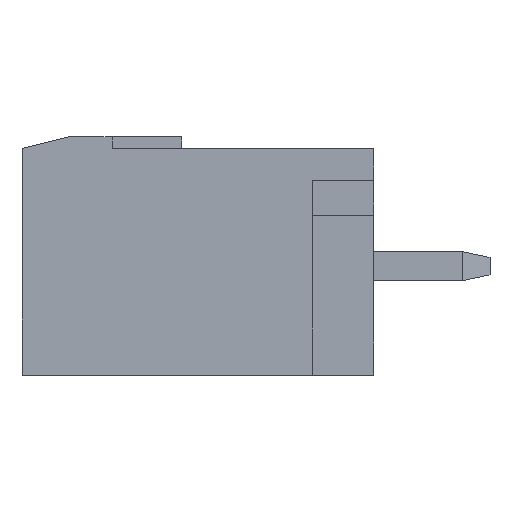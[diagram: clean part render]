
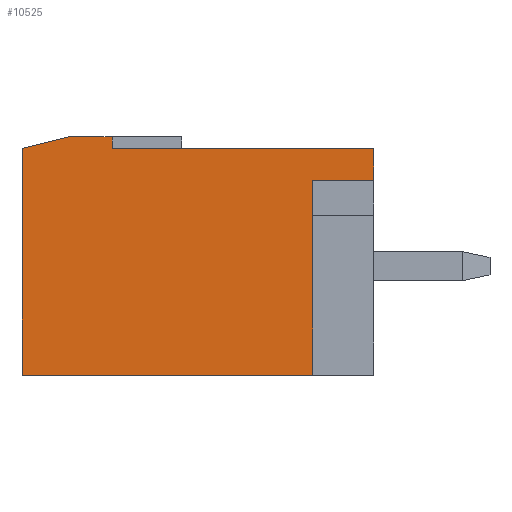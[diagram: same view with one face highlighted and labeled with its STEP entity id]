
A CAD part, left-side view. The second image highlights one B-rep face of the part: STEP entity #10525.
In plain terms, the highlighted planar face has unit normal (-1, 0, 0).
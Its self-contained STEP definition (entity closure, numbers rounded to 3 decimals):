
#130 = LINE ( 'NONE', #24956, #6814 ) ;
#245 = VERTEX_POINT ( 'NONE', #4167 ) ;
#306 = ORIENTED_EDGE ( 'NONE', *, *, #10717, .T. ) ;
#731 = CARTESIAN_POINT ( 'NONE',  ( 0., 0., 6.7 ) ) ;
#734 = VECTOR ( 'NONE', #29220, 1000. ) ;
#946 = VECTOR ( 'NONE', #5884, 1000. ) ;
#1544 = VECTOR ( 'NONE', #25886, 1000. ) ;
#2069 = CARTESIAN_POINT ( 'NONE',  ( 0., 0., 6.7 ) ) ;
#2322 = EDGE_CURVE ( 'NONE', #14307, #3339, #15629, .T. ) ;
#2592 = EDGE_LOOP ( 'NONE', ( #16742, #4387, #20582, #306, #27761, #22905, #5275, #25163, #9980 ) ) ;
#2682 = VECTOR ( 'NONE', #9775, 1000. ) ;
#2916 = CARTESIAN_POINT ( 'NONE',  ( 0., 9., 8.2 ) ) ;
#3339 = VERTEX_POINT ( 'NONE', #10876 ) ;
#3475 = VERTEX_POINT ( 'NONE', #9484 ) ;
#3950 = VECTOR ( 'NONE', #6674, 1000. ) ;
#4111 = DIRECTION ( 'NONE',  ( 0., 0., 1. ) ) ;
#4167 = CARTESIAN_POINT ( 'NONE',  ( 0., 2.1, 6.7 ) ) ;
#4387 = ORIENTED_EDGE ( 'NONE', *, *, #24950, .F. ) ;
#4412 = PLANE ( 'NONE',  #5921 ) ;
#4751 = VERTEX_POINT ( 'NONE', #28346 ) ;
#5186 = CARTESIAN_POINT ( 'NONE',  ( 0., 12.1, 8.2 ) ) ;
#5275 = ORIENTED_EDGE ( 'NONE', *, *, #2322, .T. ) ;
#5884 = DIRECTION ( 'NONE',  ( 0., -1., 0. ) ) ;
#5921 = AXIS2_PLACEMENT_3D ( 'NONE', #15429, #13501, #22585 ) ;
#6376 = CARTESIAN_POINT ( 'NONE',  ( 0., 0., 7.8 ) ) ;
#6674 = DIRECTION ( 'NONE',  ( 0., 1., 0. ) ) ;
#6814 = VECTOR ( 'NONE', #18671, 1000. ) ;
#6884 = EDGE_CURVE ( 'NONE', #245, #28929, #18698, .T. ) ;
#8705 = CARTESIAN_POINT ( 'NONE',  ( 0., 12.1, 0. ) ) ;
#9116 = EDGE_CURVE ( 'NONE', #19757, #26032, #28243, .T. ) ;
#9272 = LINE ( 'NONE', #25366, #25841 ) ;
#9484 = CARTESIAN_POINT ( 'NONE',  ( 0., 2.1, 0. ) ) ;
#9617 = EDGE_CURVE ( 'NONE', #3339, #26032, #24505, .T. ) ;
#9775 = DIRECTION ( 'NONE',  ( 0., -1., 0. ) ) ;
#9801 = CARTESIAN_POINT ( 'NONE',  ( 0., 12.1, 8.2 ) ) ;
#9980 = ORIENTED_EDGE ( 'NONE', *, *, #9116, .F. ) ;
#10525 = ADVANCED_FACE ( 'NONE', ( #24806 ), #4412, .F. ) ;
#10602 = EDGE_CURVE ( 'NONE', #28929, #14307, #130, .T. ) ;
#10717 = EDGE_CURVE ( 'NONE', #3475, #245, #26556, .T. ) ;
#10876 = CARTESIAN_POINT ( 'NONE',  ( 0., 9., 7.8 ) ) ;
#11124 = CARTESIAN_POINT ( 'NONE',  ( 0., 9., 8.2 ) ) ;
#13501 = DIRECTION ( 'NONE',  ( 1., 0., 0. ) ) ;
#14307 = VERTEX_POINT ( 'NONE', #6376 ) ;
#14725 = DIRECTION ( 'NONE',  ( 0., -1., 0. ) ) ;
#14908 = EDGE_CURVE ( 'NONE', #23128, #3475, #19558, .T. ) ;
#15429 = CARTESIAN_POINT ( 'NONE',  ( 0., 12.1, 8.2 ) ) ;
#15614 = DIRECTION ( 'NONE',  ( 0., 0.97, -0.243 ) ) ;
#15629 = LINE ( 'NONE', #24391, #3950 ) ;
#16742 = ORIENTED_EDGE ( 'NONE', *, *, #25983, .T. ) ;
#17113 = CARTESIAN_POINT ( 'NONE',  ( 0., 12.1, 0. ) ) ;
#17536 = VECTOR ( 'NONE', #14725, 1000. ) ;
#18671 = DIRECTION ( 'NONE',  ( 0., 0., 1. ) ) ;
#18698 = LINE ( 'NONE', #731, #2682 ) ;
#19558 = LINE ( 'NONE', #8705, #946 ) ;
#19757 = VERTEX_POINT ( 'NONE', #22458 ) ;
#20135 = CARTESIAN_POINT ( 'NONE',  ( 0., 2.1, 6.7 ) ) ;
#20582 = ORIENTED_EDGE ( 'NONE', *, *, #14908, .T. ) ;
#22458 = CARTESIAN_POINT ( 'NONE',  ( 0., 10.5, 8.2 ) ) ;
#22585 = DIRECTION ( 'NONE',  ( 0., 0., -1. ) ) ;
#22905 = ORIENTED_EDGE ( 'NONE', *, *, #10602, .T. ) ;
#23128 = VERTEX_POINT ( 'NONE', #17113 ) ;
#24391 = CARTESIAN_POINT ( 'NONE',  ( 0., 9., 7.8 ) ) ;
#24505 = LINE ( 'NONE', #11124, #28211 ) ;
#24806 = FACE_OUTER_BOUND ( 'NONE', #2592, .T. ) ;
#24950 = EDGE_CURVE ( 'NONE', #23128, #4751, #25595, .T. ) ;
#24956 = CARTESIAN_POINT ( 'NONE',  ( 0., 0., 8.2 ) ) ;
#25163 = ORIENTED_EDGE ( 'NONE', *, *, #9617, .T. ) ;
#25366 = CARTESIAN_POINT ( 'NONE',  ( 0., 12.1, 7.8 ) ) ;
#25595 = LINE ( 'NONE', #9801, #1544 ) ;
#25841 = VECTOR ( 'NONE', #15614, 1000. ) ;
#25886 = DIRECTION ( 'NONE',  ( 0., 0., 1. ) ) ;
#25983 = EDGE_CURVE ( 'NONE', #19757, #4751, #9272, .T. ) ;
#26032 = VERTEX_POINT ( 'NONE', #2916 ) ;
#26556 = LINE ( 'NONE', #20135, #734 ) ;
#27761 = ORIENTED_EDGE ( 'NONE', *, *, #6884, .T. ) ;
#28211 = VECTOR ( 'NONE', #4111, 1000. ) ;
#28243 = LINE ( 'NONE', #5186, #17536 ) ;
#28346 = CARTESIAN_POINT ( 'NONE',  ( 0., 12.1, 7.8 ) ) ;
#28929 = VERTEX_POINT ( 'NONE', #2069 ) ;
#29220 = DIRECTION ( 'NONE',  ( 0., 0., 1. ) ) ;
